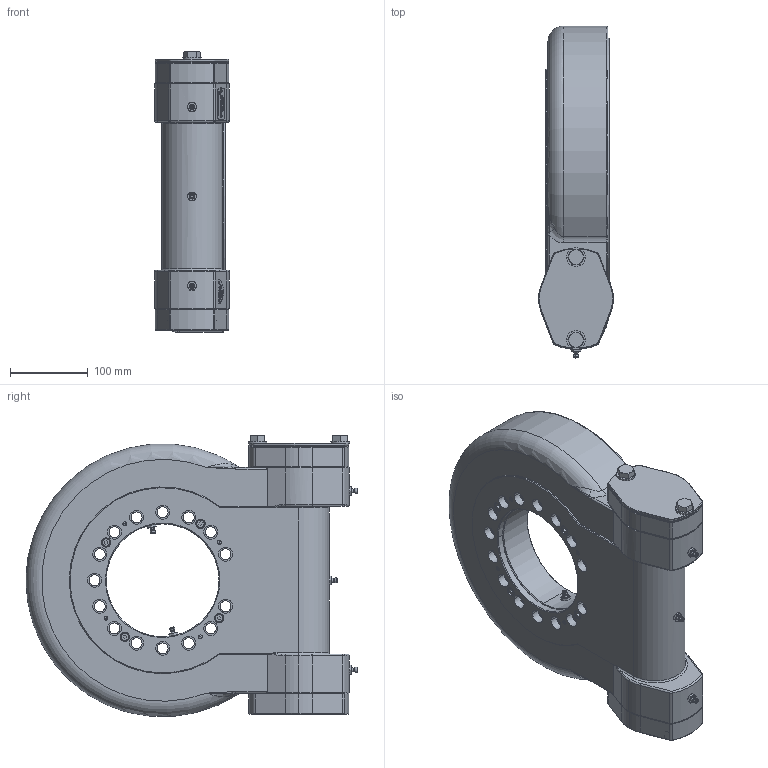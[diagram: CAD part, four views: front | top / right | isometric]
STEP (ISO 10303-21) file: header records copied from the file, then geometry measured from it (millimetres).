
FILE_DESCRIPTION (( 'STEP AP214' ), '1' );
FILE_NAME ('LBE314-Z1 - SH.STEP', '2018-10-10T08:14:42', ( '' ), ( '' ), 'SwSTEP 2.0', 'SolidWorks 2016', '' );
FILE_SCHEMA (( 'AUTOMOTIVE_DESIGN' ));
Length unit declared in the file: millimetre
Products named in the file (1): LBE314-Z1 - SH
Bounding box: 96 x 426.5 x 360.96 mm (x, y, z)
Surface area: 555749.2 mm2 (no closed solid volume)
Topology: 0 solids, 51 shells, 760 faces, 2935 edges, 2199 vertices
Faces by surface type: cylinder 269, plane 239, torus 134, cone 98, bspline 16, sphere 4
Entity records: 44158 total; most frequent: CARTESIAN_POINT 11655, DIRECTION 4969, ORIENTED_EDGE 4459, EDGE_CURVE 2923, VERTEX_POINT 2199, AXIS2_PLACEMENT_3D 1838, VECTOR 1293, LINE 1293
